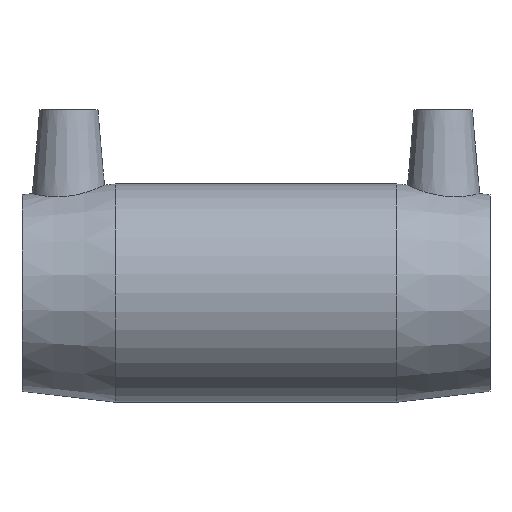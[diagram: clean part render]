
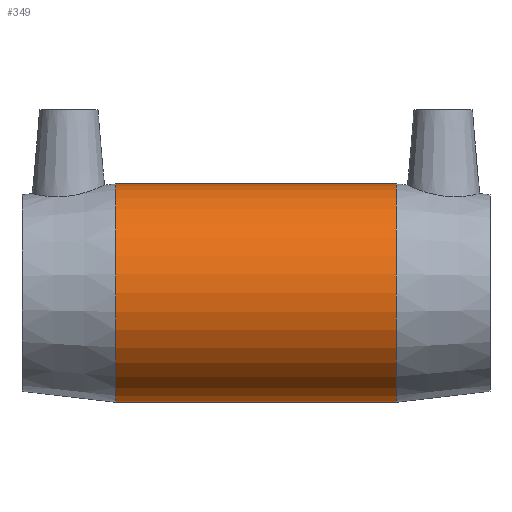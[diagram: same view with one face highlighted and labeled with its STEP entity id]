
A CAD part, top view. The second image highlights one B-rep face of the part: STEP entity #349.
In plain terms, the highlighted cylindrical face has radius 28 mm (diameter 56 mm), a full revolution.
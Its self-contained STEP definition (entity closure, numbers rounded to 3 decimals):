
#47=FACE_BOUND('',#155,.T.);
#48=FACE_BOUND('',#156,.T.);
#79=CIRCLE('',#395,28.);
#80=CIRCLE('',#396,28.);
#110=FACE_OUTER_BOUND('',#154,.T.);
#154=EDGE_LOOP('',(#286));
#155=EDGE_LOOP('',(#287));
#156=EDGE_LOOP('',(#288));
#191=B_SPLINE_CURVE_WITH_KNOTS('',3,(#589,#590,#591,#592,#593,#594,#595,
#596,#597,#598,#599,#600,#601,#602,#603,#604,#605,#606,#607,#608,#609,#610,
#611,#612,#613,#614,#615,#616,#617,#618,#619,#620,#621,#622),
 .UNSPECIFIED.,.T.,.F.,(4,2,2,2,2,2,2,2,2,2,2,2,2,2,2,2,4),(0.,0.38,
0.761,1.141,1.521,1.902,2.282,
2.662,3.043,3.423,3.804,4.184,
4.564,4.944,5.325,5.705,6.086),
 .UNSPECIFIED.);
#197=VERTEX_POINT('',#588);
#210=VERTEX_POINT('',#727);
#211=VERTEX_POINT('',#729);
#229=EDGE_CURVE('',#197,#197,#191,.T.);
#242=EDGE_CURVE('',#210,#210,#79,.T.);
#243=EDGE_CURVE('',#211,#211,#80,.T.);
#286=ORIENTED_EDGE('',*,*,#242,.F.);
#287=ORIENTED_EDGE('',*,*,#229,.T.);
#288=ORIENTED_EDGE('',*,*,#243,.T.);
#328=CYLINDRICAL_SURFACE('',#394,28.);
#349=ADVANCED_FACE('',(#110,#47,#48),#328,.T.);
#394=AXIS2_PLACEMENT_3D('',#726,#482,#483);
#395=AXIS2_PLACEMENT_3D('',#728,#484,#485);
#396=AXIS2_PLACEMENT_3D('',#730,#486,#487);
#482=DIRECTION('center_axis',(1.,0.,0.));
#483=DIRECTION('ref_axis',(0.,1.,0.));
#484=DIRECTION('center_axis',(1.,0.,0.));
#485=DIRECTION('ref_axis',(0.,0.,-1.));
#486=DIRECTION('center_axis',(1.,0.,0.));
#487=DIRECTION('ref_axis',(0.,0.,-1.));
#588=CARTESIAN_POINT('',(0.,-10.,-26.153));
#589=CARTESIAN_POINT('Ctrl Pts',(0.,-10.,-26.153));
#590=CARTESIAN_POINT('Ctrl Pts',(1.268,-10.,-26.153));
#591=CARTESIAN_POINT('Ctrl Pts',(2.612,-9.744,-26.255));
#592=CARTESIAN_POINT('Ctrl Pts',(5.072,-8.72,-26.613));
#593=CARTESIAN_POINT('Ctrl Pts',(6.189,-7.953,-26.862));
#594=CARTESIAN_POINT('Ctrl Pts',(7.952,-6.19,-27.322));
#595=CARTESIAN_POINT('Ctrl Pts',(8.72,-5.073,-27.565));
#596=CARTESIAN_POINT('Ctrl Pts',(9.744,-2.612,-27.906));
#597=CARTESIAN_POINT('Ctrl Pts',(10.,-1.267,-28.));
#598=CARTESIAN_POINT('Ctrl Pts',(10.,1.267,-28.));
#599=CARTESIAN_POINT('Ctrl Pts',(9.744,2.612,-27.906));
#600=CARTESIAN_POINT('Ctrl Pts',(8.72,5.073,-27.565));
#601=CARTESIAN_POINT('Ctrl Pts',(7.952,6.19,-27.322));
#602=CARTESIAN_POINT('Ctrl Pts',(6.189,7.953,-26.862));
#603=CARTESIAN_POINT('Ctrl Pts',(5.072,8.72,-26.613));
#604=CARTESIAN_POINT('Ctrl Pts',(2.612,9.744,-26.255));
#605=CARTESIAN_POINT('Ctrl Pts',(1.268,10.,-26.153));
#606=CARTESIAN_POINT('Ctrl Pts',(-1.268,10.,-26.153));
#607=CARTESIAN_POINT('Ctrl Pts',(-2.612,9.744,-26.255));
#608=CARTESIAN_POINT('Ctrl Pts',(-5.072,8.72,-26.613));
#609=CARTESIAN_POINT('Ctrl Pts',(-6.189,7.953,-26.862));
#610=CARTESIAN_POINT('Ctrl Pts',(-7.952,6.19,-27.322));
#611=CARTESIAN_POINT('Ctrl Pts',(-8.72,5.073,-27.565));
#612=CARTESIAN_POINT('Ctrl Pts',(-9.744,2.612,-27.906));
#613=CARTESIAN_POINT('Ctrl Pts',(-10.,1.267,-28.));
#614=CARTESIAN_POINT('Ctrl Pts',(-10.,-1.267,-28.));
#615=CARTESIAN_POINT('Ctrl Pts',(-9.744,-2.612,-27.906));
#616=CARTESIAN_POINT('Ctrl Pts',(-8.72,-5.073,-27.565));
#617=CARTESIAN_POINT('Ctrl Pts',(-7.952,-6.19,-27.322));
#618=CARTESIAN_POINT('Ctrl Pts',(-6.189,-7.953,-26.862));
#619=CARTESIAN_POINT('Ctrl Pts',(-5.072,-8.72,-26.613));
#620=CARTESIAN_POINT('Ctrl Pts',(-2.612,-9.744,-26.255));
#621=CARTESIAN_POINT('Ctrl Pts',(-1.268,-10.,-26.153));
#622=CARTESIAN_POINT('Ctrl Pts',(0.,-10.,-26.153));
#726=CARTESIAN_POINT('Origin',(0.,0.,0.));
#727=CARTESIAN_POINT('',(36.,28.,0.));
#728=CARTESIAN_POINT('Origin',(36.,0.,0.));
#729=CARTESIAN_POINT('',(-36.,28.,0.));
#730=CARTESIAN_POINT('Origin',(-36.,0.,0.));
